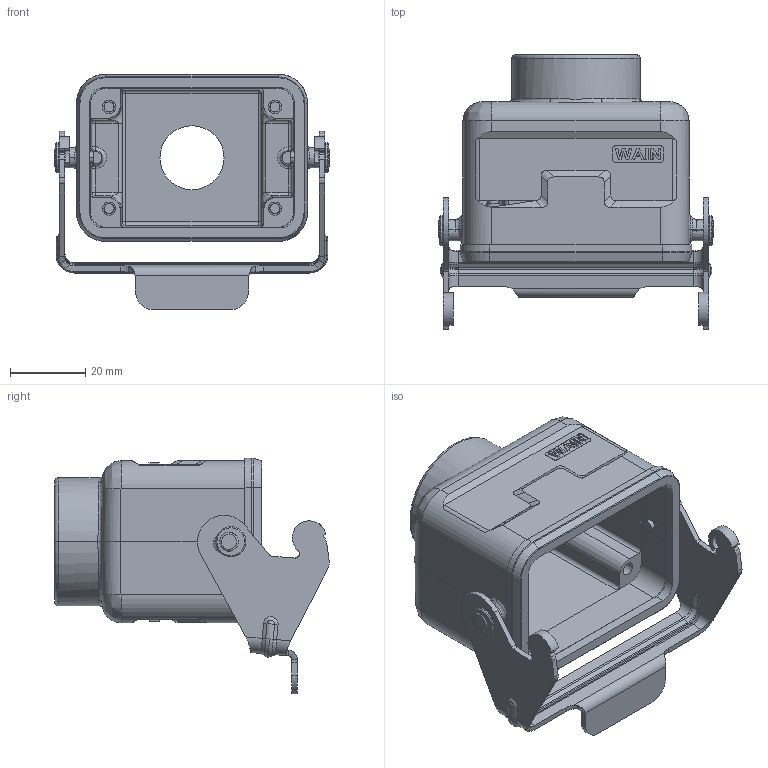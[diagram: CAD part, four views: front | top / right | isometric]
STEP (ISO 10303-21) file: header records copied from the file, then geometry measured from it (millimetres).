
FILE_DESCRIPTION((''),'2;1');
FILE_NAME('3D_1111064101003_W6B-TE-2B-PG13','2017-10-27T',('lishuang.ye'),(''),'PRO/ENGINEER BY PARAMETRIC TECHNOLOGY CORPORATION, 2010180','PRO/ENGINEER BY PARAMETRIC TECHNOLOGY CORPORATION, 2010180','');
FILE_SCHEMA(('AUTOMOTIVE_DESIGN_CC2 { 1 2 10303 214 -1 1 5 2 }'));
Length unit declared in the file: millimetre
Products named in the file (1): 3D_1111064101003_W6B-TE-2B-PG13
Bounding box: 73 x 72.92 x 62.56 mm (x, y, z)
Volume: 47022.2 mm3; surface area: 28740.7 mm2
Topology: 1 solids, 3 shells, 581 faces, 1509 edges, 939 vertices
Faces by surface type: plane 259, cylinder 171, bspline 64, cone 40, torus 31, sphere 16
Entity records: 25977 total; most frequent: CARTESIAN_POINT 7478, ORIENTED_EDGE 2986, DIRECTION 2777, PRESENTATION_STYLE_ASSIGNMENT 1508, STYLED_ITEM 1500, CURVE_STYLE 1497, EDGE_CURVE 1497, AXIS2_PLACEMENT_3D 958
